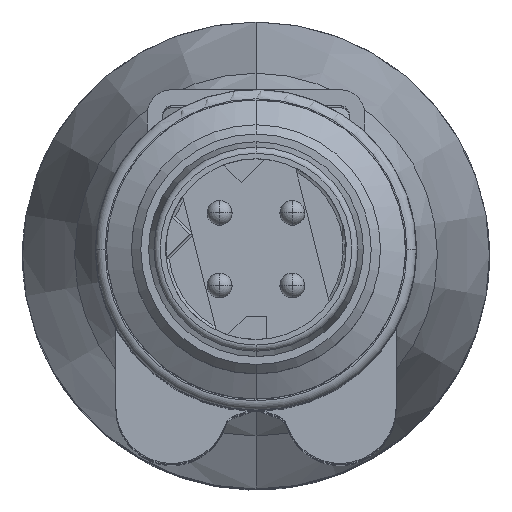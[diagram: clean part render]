
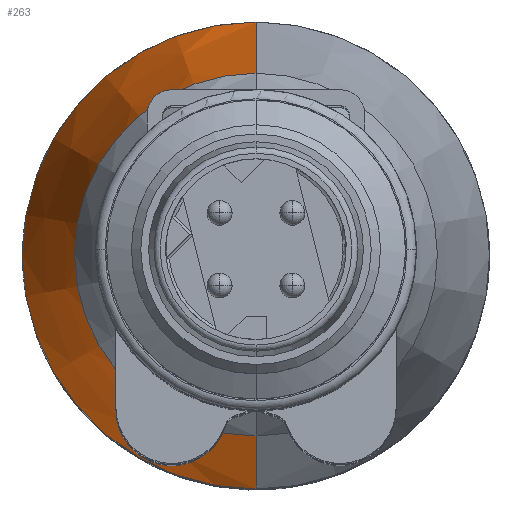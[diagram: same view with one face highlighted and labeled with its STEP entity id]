
A CAD part, top view. The second image highlights one B-rep face of the part: STEP entity #263.
In plain terms, the highlighted conical face has half-angle 13.36 degrees and reference radius 7.5 mm.
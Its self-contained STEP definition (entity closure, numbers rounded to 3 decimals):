
#182=AXIS2_PLACEMENT_3D('Circle Axis2P3D',#180,#181,$) ;
#189=AXIS2_PLACEMENT_3D('Circle Axis2P3D',#187,#188,$) ;
#235=AXIS2_PLACEMENT_3D('Cone Axis2P3D',#232,#233,#234) ;
#246=AXIS2_PLACEMENT_3D('Circle Axis2P3D',#244,#245,$) ;
#177=CARTESIAN_POINT('Vertex',(7.5,13.1,38.5)) ;
#180=CARTESIAN_POINT('Axis2P3D Location',(7.5,7.5,38.5)) ;
#184=CARTESIAN_POINT('Vertex',(1.9,7.5,38.5)) ;
#187=CARTESIAN_POINT('Axis2P3D Location',(7.5,7.5,38.5)) ;
#191=CARTESIAN_POINT('Vertex',(7.5,1.9,38.5)) ;
#232=CARTESIAN_POINT('Axis2P3D Location',(7.5,7.5,30.5)) ;
#237=CARTESIAN_POINT('Line Origine',(7.5,115547.465,-486421.986)) ;
#241=CARTESIAN_POINT('Vertex',(7.5,15.,30.5)) ;
#244=CARTESIAN_POINT('Axis2P3D Location',(7.5,7.5,30.5)) ;
#248=CARTESIAN_POINT('Vertex',(7.5,0.,30.5)) ;
#251=CARTESIAN_POINT('Line Origine',(7.5,-115532.465,-486421.986)) ;
#181=DIRECTION('Axis2P3D Direction',(0.,0.,-1.)) ;
#188=DIRECTION('Axis2P3D Direction',(0.,0.,-1.)) ;
#233=DIRECTION('Axis2P3D Direction',(0.,0.,-1.)) ;
#234=DIRECTION('Axis2P3D XDirection',(0.,-1.,0.)) ;
#238=DIRECTION('Vector Direction',(0.,0.231,-0.973)) ;
#245=DIRECTION('Axis2P3D Direction',(0.,0.,-1.)) ;
#252=DIRECTION('Vector Direction',(0.,-0.231,-0.973)) ;
#239=VECTOR('Line Direction',#238,1.) ;
#253=VECTOR('Line Direction',#252,1.) ;
#257=ORIENTED_EDGE('',*,*,#243,.F.) ;
#258=ORIENTED_EDGE('',*,*,#250,.T.) ;
#259=ORIENTED_EDGE('',*,*,#255,.F.) ;
#260=ORIENTED_EDGE('',*,*,#193,.F.) ;
#261=ORIENTED_EDGE('',*,*,#186,.F.) ;
#263=ADVANCED_FACE('Hauptk\X2\00F6\X0\rper',(#262),#236,.T.) ;
#183=CIRCLE('generated circle',#182,5.6) ;
#190=CIRCLE('generated circle',#189,5.6) ;
#247=CIRCLE('generated circle',#246,7.5) ;
#236=CONICAL_SURFACE('Cone',#235,7.5,0.233) ;
#186=EDGE_CURVE('',#178,#185,#183,.F.) ;
#193=EDGE_CURVE('',#185,#192,#190,.F.) ;
#243=EDGE_CURVE('',#242,#178,#240,.F.) ;
#250=EDGE_CURVE('',#242,#249,#247,.F.) ;
#255=EDGE_CURVE('',#192,#249,#254,.T.) ;
#256=EDGE_LOOP('',(#257,#258,#259,#260,#261)) ;
#262=FACE_OUTER_BOUND('',#256,.T.) ;
#240=LINE('Line',#237,#239) ;
#254=LINE('Line',#251,#253) ;
#178=VERTEX_POINT('',#177) ;
#185=VERTEX_POINT('',#184) ;
#192=VERTEX_POINT('',#191) ;
#242=VERTEX_POINT('',#241) ;
#249=VERTEX_POINT('',#248) ;
